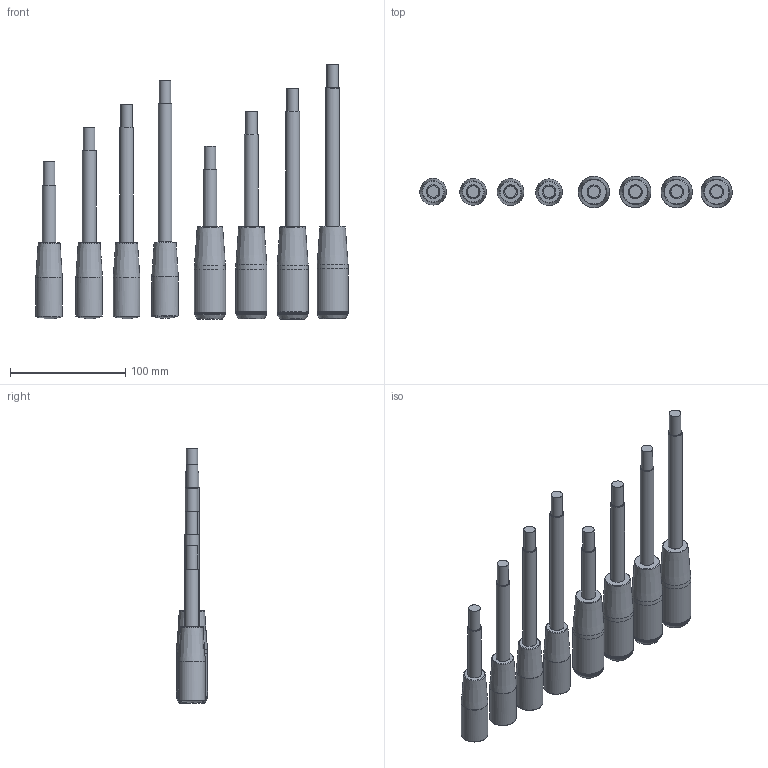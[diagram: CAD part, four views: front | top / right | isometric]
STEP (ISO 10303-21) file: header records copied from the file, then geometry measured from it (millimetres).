
FILE_DESCRIPTION(/* description */ (''),/* implementation_level */ '2;1');
FILE_NAME(/* name */ 'DR_XLG10_M.stp',/* time_stamp */ '2023-05-16T11:03:01+09:00',/* author */ ('user'),/* organization */ (''),/* preprocessor_version */ 'ST-DEVELOPER v15.6',/* originating_system */ 'Autodesk Inventor 2015',/* authorisation */ '');
FILE_SCHEMA (('AUTOMOTIVE_DESIGN { 1 0 10303 214 3 1 1 }'));
Length unit declared in the file: millimetre
Products named in the file (25): DR_XOG10-66; SPT10-50; XLG10-66-50; SPT10-80; XLG10-66-80; SPT10-100; XLG10-66-100; SPT10-120; XLG10-66-120; DR_XOG10-80; XLG10-80-50; XLG10-80-80; XLG10-80-100; XLG10-80-120; DR_XLG10_M
Bounding box: 270.68 x 27.12 x 220.34 mm (x, y, z)
Volume: 354287.6 mm3; surface area: 90912.7 mm2
Topology: 16 solids, 16 shells, 1568 faces, 3956 edges, 2432 vertices
Faces by surface type: plane 1172, cylinder 324, cone 40, torus 16, bspline 16
Full cylindrical faces by diameter (mm): 10 x24, 11.95 x8, 23 x4, 27 x4
Entity records: 48085 total; most frequent: DIRECTION 9146, CARTESIAN_POINT 8777, ORIENTED_EDGE 7688, EDGE_CURVE 3844, AXIS2_PLACEMENT_3D 3721, VERTEX_POINT 2420, CIRCLE 2120, LINE 1704
